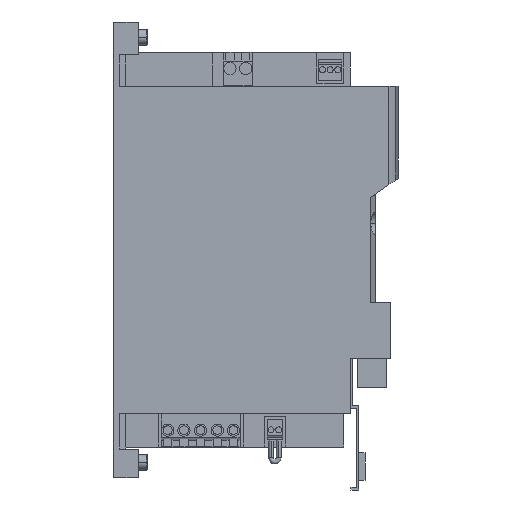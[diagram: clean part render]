
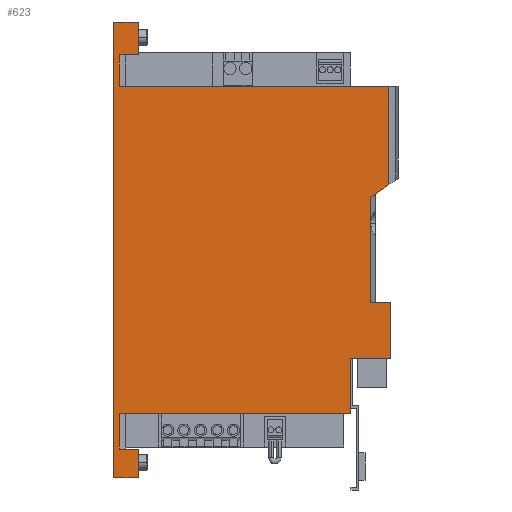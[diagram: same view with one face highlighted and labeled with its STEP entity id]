
A CAD part, left-side view. The second image highlights one B-rep face of the part: STEP entity #623.
In plain terms, the highlighted planar face has unit normal (-1, 0, 0).
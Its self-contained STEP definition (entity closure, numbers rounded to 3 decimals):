
#623=ADVANCED_FACE('',(#1391),#984,.T.);
#984=PLANE('',#9315);
#1391=FACE_OUTER_BOUND('',#1886,.T.);
#1886=EDGE_LOOP('',(#4186,#4187,#4188,#4189,#4190,#4191,#4192,#4193,#4194,
#4195,#4196,#4197,#4198,#4199,#4200,#4201,#4202,#4203,#4204,#4205));
#4186=ORIENTED_EDGE('',*,*,#5617,.T.);
#4187=ORIENTED_EDGE('',*,*,#5870,.T.);
#4188=ORIENTED_EDGE('',*,*,#6466,.F.);
#4189=ORIENTED_EDGE('',*,*,#6511,.F.);
#4190=ORIENTED_EDGE('',*,*,#6514,.F.);
#4191=ORIENTED_EDGE('',*,*,#6516,.T.);
#4192=ORIENTED_EDGE('',*,*,#6476,.F.);
#4193=ORIENTED_EDGE('',*,*,#6526,.F.);
#4194=ORIENTED_EDGE('',*,*,#6505,.F.);
#4195=ORIENTED_EDGE('',*,*,#6507,.T.);
#4196=ORIENTED_EDGE('',*,*,#6469,.F.);
#4197=ORIENTED_EDGE('',*,*,#6458,.F.);
#4198=ORIENTED_EDGE('',*,*,#6449,.F.);
#4199=ORIENTED_EDGE('',*,*,#6605,.F.);
#4200=ORIENTED_EDGE('',*,*,#5632,.F.);
#4201=ORIENTED_EDGE('',*,*,#5629,.T.);
#4202=ORIENTED_EDGE('',*,*,#5622,.F.);
#4203=ORIENTED_EDGE('',*,*,#5613,.T.);
#4204=ORIENTED_EDGE('',*,*,#5611,.F.);
#4205=ORIENTED_EDGE('',*,*,#5585,.T.);
#4748=VERTEX_POINT('',#11980);
#4749=VERTEX_POINT('',#11982);
#4770=VERTEX_POINT('',#12032);
#4772=VERTEX_POINT('',#12038);
#4775=VERTEX_POINT('',#12045);
#4779=VERTEX_POINT('',#12056);
#4784=VERTEX_POINT('',#12075);
#4786=VERTEX_POINT('',#12081);
#5014=VERTEX_POINT('',#12601);
#5366=VERTEX_POINT('',#13763);
#5368=VERTEX_POINT('',#13766);
#5375=VERTEX_POINT('',#13783);
#5381=VERTEX_POINT('',#13797);
#5382=VERTEX_POINT('',#13804);
#5386=VERTEX_POINT('',#13816);
#5387=VERTEX_POINT('',#13817);
#5405=VERTEX_POINT('',#13872);
#5406=VERTEX_POINT('',#13874);
#5408=VERTEX_POINT('',#13883);
#5410=VERTEX_POINT('',#13889);
#5585=EDGE_CURVE('',#4749,#4748,#6838,.T.);
#5611=EDGE_CURVE('',#4749,#4770,#6856,.T.);
#5613=EDGE_CURVE('',#4772,#4770,#6858,.T.);
#5617=EDGE_CURVE('',#4748,#4775,#6862,.T.);
#5622=EDGE_CURVE('',#4772,#4779,#6865,.T.);
#5629=EDGE_CURVE('',#4784,#4779,#6871,.T.);
#5632=EDGE_CURVE('',#4784,#4786,#6873,.T.);
#5870=EDGE_CURVE('',#4775,#5014,#6991,.T.);
#6449=EDGE_CURVE('',#5366,#5368,#7463,.T.);
#6458=EDGE_CURVE('',#5368,#5375,#7472,.T.);
#6466=EDGE_CURVE('',#5381,#5014,#7480,.T.);
#6469=EDGE_CURVE('',#5375,#5382,#7483,.T.);
#6476=EDGE_CURVE('',#5386,#5387,#7488,.T.);
#6505=EDGE_CURVE('',#5405,#5406,#7512,.T.);
#6507=EDGE_CURVE('',#5405,#5382,#7514,.T.);
#6511=EDGE_CURVE('',#5408,#5381,#7518,.T.);
#6514=EDGE_CURVE('',#5410,#5408,#7521,.T.);
#6516=EDGE_CURVE('',#5410,#5387,#7523,.T.);
#6526=EDGE_CURVE('',#5406,#5386,#7531,.T.);
#6605=EDGE_CURVE('',#4786,#5366,#7605,.T.);
#6838=LINE('',#11981,#7768);
#6856=LINE('',#12033,#7786);
#6858=LINE('',#12037,#7788);
#6862=LINE('',#12046,#7792);
#6865=LINE('',#12055,#7795);
#6871=LINE('',#12074,#7801);
#6873=LINE('',#12080,#7803);
#6991=LINE('',#12602,#7921);
#7463=LINE('',#13765,#8393);
#7472=LINE('',#13782,#8402);
#7480=LINE('',#13798,#8410);
#7483=LINE('',#13803,#8413);
#7488=LINE('',#13815,#8418);
#7512=LINE('',#13873,#8442);
#7514=LINE('',#13877,#8444);
#7518=LINE('',#13884,#8448);
#7521=LINE('',#13890,#8451);
#7523=LINE('',#13894,#8453);
#7531=LINE('',#13913,#8461);
#7605=LINE('',#14075,#8535);
#7768=VECTOR('',#9493,1.);
#7786=VECTOR('',#9535,1.);
#7788=VECTOR('',#9539,1.);
#7792=VECTOR('',#9545,1.);
#7795=VECTOR('',#9554,1.);
#7801=VECTOR('',#9564,1.);
#7803=VECTOR('',#9570,1.);
#7921=VECTOR('',#10026,1.);
#8393=VECTOR('',#11174,1.);
#8402=VECTOR('',#11185,1.);
#8410=VECTOR('',#11195,1.);
#8413=VECTOR('',#11202,1.);
#8418=VECTOR('',#11213,1.);
#8442=VECTOR('',#11265,1.);
#8444=VECTOR('',#11269,1.);
#8448=VECTOR('',#11275,1.);
#8451=VECTOR('',#11280,1.);
#8453=VECTOR('',#11286,1.);
#8461=VECTOR('',#11306,1.);
#8535=VECTOR('',#11468,1.);
#9315=AXIS2_PLACEMENT_3D('',#14076,#11469,#11470);
#9493=DIRECTION('',(0.,1.,0.));
#9535=DIRECTION('',(0.,0.,-1.));
#9539=DIRECTION('',(0.,-0.819,0.574));
#9545=DIRECTION('',(0.,0.,-1.));
#9554=DIRECTION('',(0.,0.,-1.));
#9564=DIRECTION('',(0.,1.,0.));
#9570=DIRECTION('',(0.,0.,-1.));
#10026=DIRECTION('',(0.,1.,0.));
#11174=DIRECTION('',(0.,0.,-1.));
#11185=DIRECTION('',(0.,1.,0.));
#11195=DIRECTION('',(0.,0.,-1.));
#11202=DIRECTION('',(0.,0.,-1.));
#11213=DIRECTION('',(0.,0.,1.));
#11265=DIRECTION('',(0.,0.,-1.));
#11269=DIRECTION('',(0.,1.,0.));
#11275=DIRECTION('',(0.,1.,0.));
#11280=DIRECTION('',(0.,0.,-1.));
#11286=DIRECTION('',(0.,1.,0.));
#11306=DIRECTION('',(0.,1.,0.));
#11468=DIRECTION('',(0.,1.,0.));
#11469=DIRECTION('',(-1.,0.,0.));
#11470=DIRECTION('',(0.,-1.,0.));
#11980=CARTESIAN_POINT('',(-25.,-107.7,-20.6));
#11981=CARTESIAN_POINT('',(-25.,-125.643,-20.6));
#11982=CARTESIAN_POINT('',(-25.,-125.643,-20.6));
#12032=CARTESIAN_POINT('',(-25.,-125.643,-65.509));
#12033=CARTESIAN_POINT('',(-25.,-125.643,-20.6));
#12037=CARTESIAN_POINT('',(-25.,-129.787,-62.607));
#12038=CARTESIAN_POINT('',(-25.,-117.28,-71.364));
#12045=CARTESIAN_POINT('',(-25.,-107.7,-20.7));
#12046=CARTESIAN_POINT('',(-25.,-107.7,-20.6));
#12055=CARTESIAN_POINT('',(-25.,-117.28,-69.81));
#12056=CARTESIAN_POINT('',(-25.,-117.28,-119.41));
#12074=CARTESIAN_POINT('',(-25.,-117.,-119.41));
#12075=CARTESIAN_POINT('',(-25.,-126.3,-119.41));
#12080=CARTESIAN_POINT('',(-25.,-126.3,-132.005));
#12081=CARTESIAN_POINT('',(-25.,-126.3,-144.6));
#12601=CARTESIAN_POINT('',(-25.,-2.5,-20.7));
#12602=CARTESIAN_POINT('',(-25.,-54.,-20.7));
#13763=CARTESIAN_POINT('',(-25.,-108.,-144.6));
#13765=CARTESIAN_POINT('',(-25.,-108.,-95.2));
#13766=CARTESIAN_POINT('',(-25.,-108.,-169.7));
#13782=CARTESIAN_POINT('',(-25.,-54.,-169.7));
#13783=CARTESIAN_POINT('',(-25.,-2.5,-169.7));
#13797=CARTESIAN_POINT('',(-25.,-2.5,-6.15));
#13798=CARTESIAN_POINT('',(-25.,-2.5,-95.2));
#13803=CARTESIAN_POINT('',(-25.,-2.5,-95.2));
#13804=CARTESIAN_POINT('',(-25.,-2.5,-186.1));
#13815=CARTESIAN_POINT('',(-25.,0.,-95.2));
#13816=CARTESIAN_POINT('',(-25.,0.,-199.2));
#13817=CARTESIAN_POINT('',(-25.,0.,8.8));
#13872=CARTESIAN_POINT('',(-25.,-11.3,-186.1));
#13873=CARTESIAN_POINT('',(-25.,-11.3,-192.65));
#13874=CARTESIAN_POINT('',(-25.,-11.3,-199.2));
#13877=CARTESIAN_POINT('',(-25.,-5.65,-186.1));
#13883=CARTESIAN_POINT('',(-25.,-11.3,-6.15));
#13884=CARTESIAN_POINT('',(-25.,-5.65,-6.15));
#13889=CARTESIAN_POINT('',(-25.,-11.3,8.8));
#13890=CARTESIAN_POINT('',(-25.,-11.3,1.325));
#13894=CARTESIAN_POINT('',(-25.,-1.25,8.8));
#13913=CARTESIAN_POINT('',(-25.,-1.25,-199.2));
#14075=CARTESIAN_POINT('',(-25.,-117.,-144.6));
#14076=CARTESIAN_POINT('',(-25.,-116.671,-20.6));
